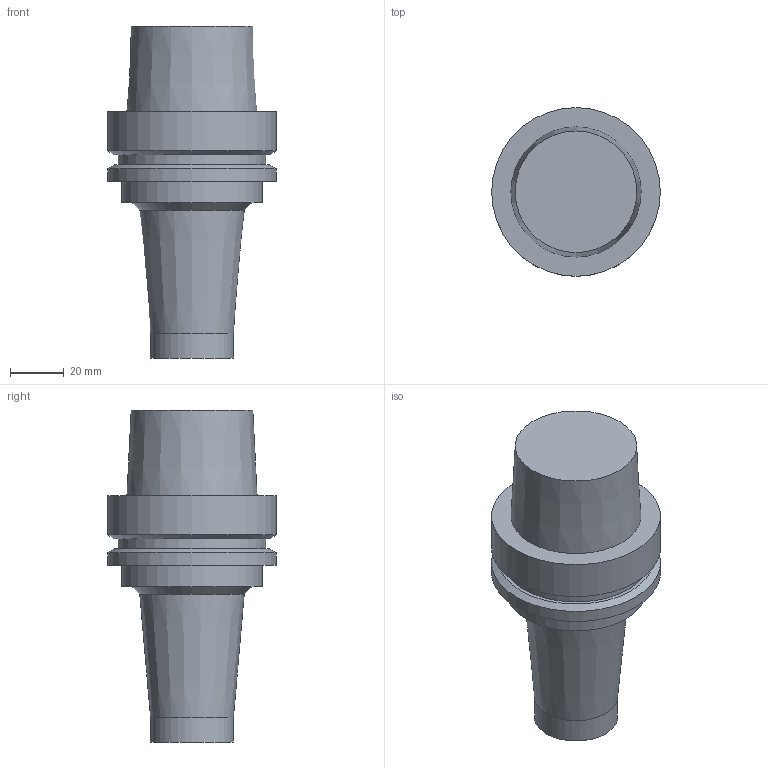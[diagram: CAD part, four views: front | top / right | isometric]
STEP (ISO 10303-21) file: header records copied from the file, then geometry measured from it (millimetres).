
FILE_DESCRIPTION((''),'1');
FILE_NAME('HSK-A63-CG31-92.stp','2012-05-31T07:12:41',(''),(''),'Spatial Interop R18','Kubotek KeyCreator V8.5.1 (14335)',' ');
FILE_SCHEMA(('CONFIG_CONTROL_DESIGN'));
Length unit declared in the file: millimetre
Products named in the file (1): 1
Bounding box: 63 x 63 x 124 mm (x, y, z)
Volume: 205773 mm3; surface area: 23826.4 mm2
Topology: 1 solids, 1 shells, 17 faces, 26 edges, 16 vertices
Faces by surface type: plane 7, cylinder 5, cone 5
Full cylindrical faces by diameter (mm): 31 x1, 52.6 x1, 55 x1, 63 x2
Entity records: 378 total; most frequent: DIRECTION 68, CARTESIAN_POINT 50, AXIS2_PLACEMENT_3D 34, EDGE_LOOP 32, ORIENTED_EDGE 32, FACE_BOUND 25, ADVANCED_FACE 17, EDGE_CURVE 16
